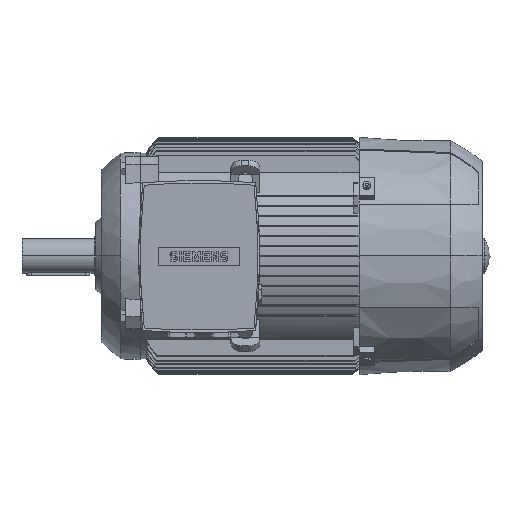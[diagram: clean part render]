
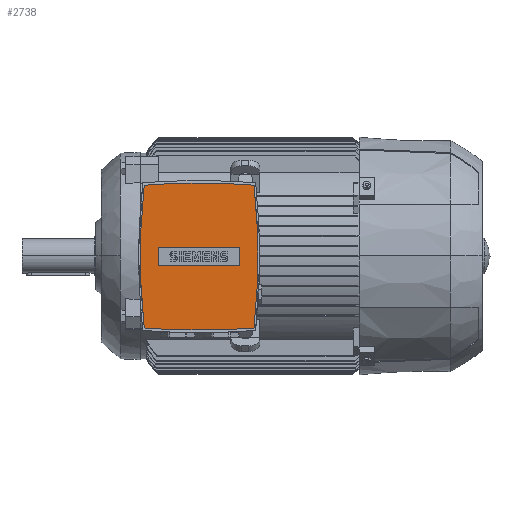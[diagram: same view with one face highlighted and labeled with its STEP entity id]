
A CAD part, top view. The second image highlights one B-rep face of the part: STEP entity #2738.
In plain terms, the highlighted planar face has unit normal (0, 0, 1).
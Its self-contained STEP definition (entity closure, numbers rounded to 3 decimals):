
#2738=ADVANCED_FACE('',(#5949,#5950),#5951,.T.);
#5949=FACE_BOUND('',#9652,.T.);
#5950=FACE_OUTER_BOUND('',#9653,.T.);
#5951=PLANE('',#9654);
#9652=EDGE_LOOP('',(#18180,#18181,#18182,#18183));
#9653=EDGE_LOOP('',(#18184,#18185,#18186,#18187,#18188,#18189));
#9654=AXIS2_PLACEMENT_3D('',#18190,#18191,#18192);
#18180=ORIENTED_EDGE('',*,*,#25738,.T.);
#18181=ORIENTED_EDGE('',*,*,#25742,.T.);
#18182=ORIENTED_EDGE('',*,*,#25745,.T.);
#18183=ORIENTED_EDGE('',*,*,#25747,.T.);
#18184=ORIENTED_EDGE('',*,*,#25822,.T.);
#18185=ORIENTED_EDGE('',*,*,#25824,.T.);
#18186=ORIENTED_EDGE('',*,*,#23167,.T.);
#18187=ORIENTED_EDGE('',*,*,#25816,.T.);
#18188=ORIENTED_EDGE('',*,*,#23178,.T.);
#18189=ORIENTED_EDGE('',*,*,#25813,.T.);
#18190=CARTESIAN_POINT('',(65.0,-1.0,214.5));
#18191=DIRECTION('',(0.0,0.0,1.0));
#18192=DIRECTION('',(0.0,-1.0,0.0));
#23167=EDGE_CURVE('',#28105,#28109,#28111,.T.);
#23178=EDGE_CURVE('',#28131,#28128,#28132,.T.);
#25738=EDGE_CURVE('',#31972,#31970,#31973,.T.);
#25742=EDGE_CURVE('',#31970,#31976,#31978,.T.);
#25745=EDGE_CURVE('',#31976,#31980,#31982,.T.);
#25747=EDGE_CURVE('',#31980,#31972,#31984,.T.);
#25813=EDGE_CURVE('',#28128,#32074,#32076,.T.);
#25816=EDGE_CURVE('',#28109,#28131,#32079,.T.);
#25822=EDGE_CURVE('',#32074,#32084,#32086,.T.);
#25824=EDGE_CURVE('',#32084,#28105,#32088,.T.);
#28105=VERTEX_POINT('',#36310);
#28109=VERTEX_POINT('',#36315);
#28111=CIRCLE('',#36318,828.12);
#28128=VERTEX_POINT('',#36376);
#28131=VERTEX_POINT('',#36380);
#28132=CIRCLE('',#36381,828.12);
#31970=VERTEX_POINT('',#48113);
#31972=VERTEX_POINT('',#48116);
#31973=LINE('',#48117,#48118);
#31976=VERTEX_POINT('',#48122);
#31978=LINE('',#48125,#48126);
#31980=VERTEX_POINT('',#48128);
#31982=LINE('',#48131,#48132);
#31984=LINE('',#48134,#48135);
#32074=VERTEX_POINT('',#48283);
#32076=CIRCLE('',#48286,828.12);
#32079=CIRCLE('',#48289,717.2);
#32084=VERTEX_POINT('',#48295);
#32086=CIRCLE('',#48298,717.2);
#32088=CIRCLE('',#48300,828.12);
#36310=CARTESIAN_POINT('',(65.,-82.0,214.5));
#36315=CARTESIAN_POINT('',(125.661,-79.775,214.5));
#36318=AXIS2_PLACEMENT_3D('',#53039,#53040,#53041);
#36376=CARTESIAN_POINT('',(65.,80.0,214.5));
#36380=CARTESIAN_POINT('',(125.661,77.775,214.5));
#36381=AXIS2_PLACEMENT_3D('',#53055,#53056,#53057);
#48113=CARTESIAN_POINT('',(20.0,-11.05,214.5));
#48116=CARTESIAN_POINT('',(110.0,-11.05,214.5));
#48117=CARTESIAN_POINT('',(65.0,-11.05,214.5));
#48118=VECTOR('',#55265,1.0);
#48122=CARTESIAN_POINT('',(20.0,9.05,214.5));
#48125=CARTESIAN_POINT('',(20.0,-1.0,214.5));
#48126=VECTOR('',#55268,1.0);
#48128=CARTESIAN_POINT('',(110.0,9.05,214.5));
#48131=CARTESIAN_POINT('',(65.0,9.05,214.5));
#48132=VECTOR('',#55270,1.0);
#48134=CARTESIAN_POINT('',(110.0,-1.0,214.5));
#48135=VECTOR('',#55271,1.0);
#48283=CARTESIAN_POINT('',(4.339,77.775,214.5));
#48286=AXIS2_PLACEMENT_3D('',#55369,#55370,#55371);
#48289=AXIS2_PLACEMENT_3D('',#55372,#55373,#55374);
#48295=CARTESIAN_POINT('',(4.339,-79.775,214.5));
#48298=AXIS2_PLACEMENT_3D('',#55377,#55378,#55379);
#48300=AXIS2_PLACEMENT_3D('',#55380,#55381,#55382);
#53039=CARTESIAN_POINT('',(65.0,746.12,214.5));
#53040=DIRECTION('',(0.0,-0.0,1.0));
#53041=DIRECTION('',(0.0,1.0,0.0));
#53055=CARTESIAN_POINT('',(65.0,-748.12,214.5));
#53056=DIRECTION('',(0.0,-0.0,1.0));
#53057=DIRECTION('',(0.0,1.0,0.0));
#55265=DIRECTION('',(-1.0,0.0,0.0));
#55268=DIRECTION('',(0.0,1.0,0.0));
#55270=DIRECTION('',(1.0,0.0,-0.0));
#55271=DIRECTION('',(0.0,-1.0,0.0));
#55369=CARTESIAN_POINT('',(65.0,-748.12,214.5));
#55370=DIRECTION('',(0.0,-0.0,1.0));
#55371=DIRECTION('',(0.0,1.0,0.0));
#55372=CARTESIAN_POINT('',(-587.2,-1.0,214.5));
#55373=DIRECTION('',(0.0,-0.0,1.0));
#55374=DIRECTION('',(0.0,1.0,0.0));
#55377=CARTESIAN_POINT('',(717.2,-1.0,214.5));
#55378=DIRECTION('',(0.0,-0.0,1.0));
#55379=DIRECTION('',(0.0,1.0,0.0));
#55380=CARTESIAN_POINT('',(65.0,746.12,214.5));
#55381=DIRECTION('',(0.0,-0.0,1.0));
#55382=DIRECTION('',(0.0,1.0,0.0));
